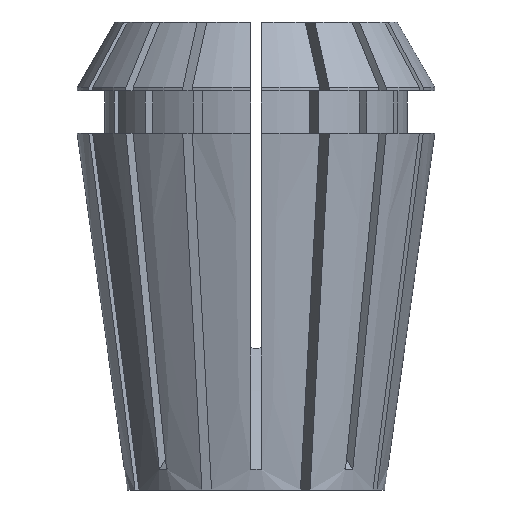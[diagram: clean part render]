
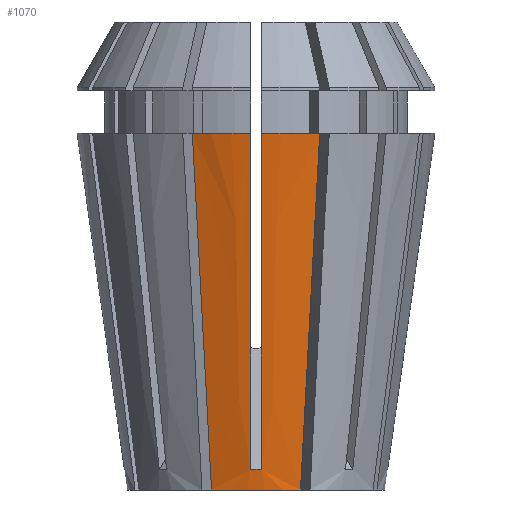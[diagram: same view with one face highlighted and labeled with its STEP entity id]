
A CAD part, left-side view. The second image highlights one B-rep face of the part: STEP entity #1070.
In plain terms, the highlighted conical face has half-angle 8 degrees and reference radius 9.36 mm.
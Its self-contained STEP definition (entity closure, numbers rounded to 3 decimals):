
#17 = CARTESIAN_POINT ( 'NONE',  ( -12.995, 0.375, 25.9 ) ) ;
#37 = B_SPLINE_CURVE_WITH_KNOTS ( 'NONE', 3,
 ( #4778, #3784, #872, #3290 ),
 .UNSPECIFIED., .F., .F.,
 ( 4, 4 ),
 ( 0., 0.001 ),
 .UNSPECIFIED. ) ;
#166 = B_SPLINE_CURVE_WITH_KNOTS ( 'NONE', 3,
 ( #3975, #1003, #5456, #5413, #1523, #4475, #4928, #3395, #2475, #2431 ),
 .UNSPECIFIED., .F., .F.,
 ( 4, 3, 3, 4 ),
 ( 0.051, 0.057, 0.074, 0.076 ),
 .UNSPECIFIED. ) ;
#237 = CARTESIAN_POINT ( 'NONE',  ( -12.149, 4.626, 25.9 ) ) ;
#357 = CARTESIAN_POINT ( 'NONE',  ( -9.213, -3.41, 3.298 ) ) ;
#523 = CARTESIAN_POINT ( 'NONE',  ( -9.565, -0.375, 1.507 ) ) ;
#553 = AXIS2_PLACEMENT_3D ( 'NONE', #1886, #4182, #2858 ) ;
#672 = VERTEX_POINT ( 'NONE', #5270 ) ;
#703 = CARTESIAN_POINT ( 'NONE',  ( -12.995, -0.375, 25.9 ) ) ;
#733 = CARTESIAN_POINT ( 'NONE',  ( -10.192, 3.816, 10.832 ) ) ;
#749 = EDGE_CURVE ( 'NONE', #3881, #672, #6103, .T. ) ;
#872 = CARTESIAN_POINT ( 'NONE',  ( -9.573, -0.125, 1.498 ) ) ;
#992 = EDGE_CURVE ( 'NONE', #1985, #672, #2756, .T. ) ;
#1003 = CARTESIAN_POINT ( 'NONE',  ( -12.734, 0.375, 24.045 ) ) ;
#1011 = DIRECTION ( 'NONE',  ( -1., 0., 0. ) ) ;
#1046 = CARTESIAN_POINT ( 'NONE',  ( -12.473, -0.375, 22.189 ) ) ;
#1070 = ADVANCED_FACE ( 'NONE', ( #4217 ), #4844, .T. ) ;
#1093 = EDGE_CURVE ( 'NONE', #4881, #5317, #1491, .T. ) ;
#1226 = DIRECTION ( 'NONE',  ( 0., 0., -1. ) ) ;
#1260 = CARTESIAN_POINT ( 'NONE',  ( 0., 0., 0. ) ) ;
#1286 = CARTESIAN_POINT ( 'NONE',  ( -9.565, -0.375, 1.507 ) ) ;
#1381 = CARTESIAN_POINT ( 'NONE',  ( -8.784, -3.233, 0. ) ) ;
#1482 = CARTESIAN_POINT ( 'NONE',  ( 0., 0., 0. ) ) ;
#1491 = CIRCLE ( 'NONE', #553, 13. ) ;
#1523 = CARTESIAN_POINT ( 'NONE',  ( -11.412, 0.375, 14.643 ) ) ;
#1546 = CARTESIAN_POINT ( 'NONE',  ( -10.612, -0.375, 8.953 ) ) ;
#1740 = DIRECTION ( 'NONE',  ( 1., 0., 0. ) ) ;
#1755 = CARTESIAN_POINT ( 'NONE',  ( -8.784, 3.233, 0. ) ) ;
#1814 = EDGE_LOOP ( 'NONE', ( #5364, #5337, #5410, #2010, #1977, #4641, #5597, #1853 ) ) ;
#1853 = ORIENTED_EDGE ( 'NONE', *, *, #6324, .F. ) ;
#1872 = CARTESIAN_POINT ( 'NONE',  ( -8.784, -3.233, 0. ) ) ;
#1886 = CARTESIAN_POINT ( 'NONE',  ( 0., 0., 25.9 ) ) ;
#1959 = EDGE_CURVE ( 'NONE', #4881, #3881, #4283, .T. ) ;
#1977 = ORIENTED_EDGE ( 'NONE', *, *, #1093, .T. ) ;
#1985 = VERTEX_POINT ( 'NONE', #2886 ) ;
#2010 = ORIENTED_EDGE ( 'NONE', *, *, #1959, .F. ) ;
#2122 = EDGE_CURVE ( 'NONE', #3101, #1985, #4367, .T. ) ;
#2404 = CARTESIAN_POINT ( 'NONE',  ( -9.565, 0.375, 1.507 ) ) ;
#2431 = CARTESIAN_POINT ( 'NONE',  ( -9.565, 0.375, 1.507 ) ) ;
#2443 = B_SPLINE_CURVE_WITH_KNOTS ( 'NONE', 3,
 ( #4891, #4477, #1046, #5955, #4454, #1546, #3421, #4932, #5392, #523 ),
 .UNSPECIFIED., .F., .F.,
 ( 4, 3, 3, 4 ),
 ( 0.051, 0.057, 0.074, 0.076 ),
 .UNSPECIFIED. ) ;
#2475 = CARTESIAN_POINT ( 'NONE',  ( -9.647, 0.375, 2.092 ) ) ;
#2756 = B_SPLINE_CURVE_WITH_KNOTS ( 'NONE', 3,
 ( #237, #6056, #733, #4647, #5670, #5314, #1755 ),
 .UNSPECIFIED., .F., .F.,
 ( 4, 3, 4 ),
 ( 0., 0.023, 0.026 ),
 .UNSPECIFIED. ) ;
#2778 = CARTESIAN_POINT ( 'NONE',  ( -10.192, -3.816, 10.832 ) ) ;
#2835 = EDGE_CURVE ( 'NONE', #5317, #4229, #2443, .T. ) ;
#2858 = DIRECTION ( 'NONE',  ( -1., 0., 0. ) ) ;
#2886 = CARTESIAN_POINT ( 'NONE',  ( -12.149, 4.626, 25.9 ) ) ;
#3096 = CARTESIAN_POINT ( 'NONE',  ( -12.149, -4.626, 25.9 ) ) ;
#3101 = VERTEX_POINT ( 'NONE', #17 ) ;
#3290 = CARTESIAN_POINT ( 'NONE',  ( -9.565, -0.375, 1.507 ) ) ;
#3395 = CARTESIAN_POINT ( 'NONE',  ( -9.729, 0.375, 2.678 ) ) ;
#3421 = CARTESIAN_POINT ( 'NONE',  ( -9.812, -0.375, 3.263 ) ) ;
#3648 = AXIS2_PLACEMENT_3D ( 'NONE', #1260, #6153, #1740 ) ;
#3784 = CARTESIAN_POINT ( 'NONE',  ( -9.573, 0.125, 1.498 ) ) ;
#3881 = VERTEX_POINT ( 'NONE', #1381 ) ;
#3975 = CARTESIAN_POINT ( 'NONE',  ( -12.995, 0.375, 25.9 ) ) ;
#4134 = CARTESIAN_POINT ( 'NONE',  ( 0., 0., 25.9 ) ) ;
#4182 = DIRECTION ( 'NONE',  ( 0., 0., -1. ) ) ;
#4217 = FACE_OUTER_BOUND ( 'NONE', #1814, .T. ) ;
#4227 = AXIS2_PLACEMENT_3D ( 'NONE', #4134, #1226, #6118 ) ;
#4229 = VERTEX_POINT ( 'NONE', #1286 ) ;
#4283 = B_SPLINE_CURVE_WITH_KNOTS ( 'NONE', 3,
 ( #5220, #5731, #2778, #357, #5295, #6319, #1872 ),
 .UNSPECIFIED., .F., .F.,
 ( 4, 3, 4 ),
 ( 0., 0.023, 0.026 ),
 .UNSPECIFIED. ) ;
#4367 = CIRCLE ( 'NONE', #4227, 13. ) ;
#4454 = CARTESIAN_POINT ( 'NONE',  ( -11.412, -0.375, 14.643 ) ) ;
#4475 = CARTESIAN_POINT ( 'NONE',  ( -10.612, 0.375, 8.953 ) ) ;
#4477 = CARTESIAN_POINT ( 'NONE',  ( -12.734, -0.375, 24.045 ) ) ;
#4641 = ORIENTED_EDGE ( 'NONE', *, *, #2835, .T. ) ;
#4647 = CARTESIAN_POINT ( 'NONE',  ( -9.213, 3.41, 3.298 ) ) ;
#4771 = VERTEX_POINT ( 'NONE', #2404 ) ;
#4778 = CARTESIAN_POINT ( 'NONE',  ( -9.565, 0.375, 1.507 ) ) ;
#4844 = CONICAL_SURFACE ( 'NONE', #3648, 9.36, 0.14 ) ;
#4881 = VERTEX_POINT ( 'NONE', #3096 ) ;
#4891 = CARTESIAN_POINT ( 'NONE',  ( -12.995, -0.375, 25.9 ) ) ;
#4928 = CARTESIAN_POINT ( 'NONE',  ( -9.812, 0.375, 3.263 ) ) ;
#4932 = CARTESIAN_POINT ( 'NONE',  ( -9.729, -0.375, 2.678 ) ) ;
#5124 = AXIS2_PLACEMENT_3D ( 'NONE', #1482, #5862, #1011 ) ;
#5220 = CARTESIAN_POINT ( 'NONE',  ( -12.149, -4.626, 25.9 ) ) ;
#5270 = CARTESIAN_POINT ( 'NONE',  ( -8.784, 3.233, 0. ) ) ;
#5295 = CARTESIAN_POINT ( 'NONE',  ( -9.07, -3.351, 2.199 ) ) ;
#5314 = CARTESIAN_POINT ( 'NONE',  ( -8.927, 3.292, 1.099 ) ) ;
#5317 = VERTEX_POINT ( 'NONE', #703 ) ;
#5337 = ORIENTED_EDGE ( 'NONE', *, *, #992, .T. ) ;
#5364 = ORIENTED_EDGE ( 'NONE', *, *, #2122, .T. ) ;
#5392 = CARTESIAN_POINT ( 'NONE',  ( -9.647, -0.375, 2.092 ) ) ;
#5410 = ORIENTED_EDGE ( 'NONE', *, *, #749, .F. ) ;
#5413 = CARTESIAN_POINT ( 'NONE',  ( -12.212, 0.375, 20.334 ) ) ;
#5456 = CARTESIAN_POINT ( 'NONE',  ( -12.473, 0.375, 22.189 ) ) ;
#5597 = ORIENTED_EDGE ( 'NONE', *, *, #5668, .F. ) ;
#5668 = EDGE_CURVE ( 'NONE', #4771, #4229, #37, .T. ) ;
#5670 = CARTESIAN_POINT ( 'NONE',  ( -9.07, 3.351, 2.199 ) ) ;
#5731 = CARTESIAN_POINT ( 'NONE',  ( -11.171, -4.221, 18.366 ) ) ;
#5862 = DIRECTION ( 'NONE',  ( 0., 0., -1. ) ) ;
#5955 = CARTESIAN_POINT ( 'NONE',  ( -12.212, -0.375, 20.334 ) ) ;
#6056 = CARTESIAN_POINT ( 'NONE',  ( -11.171, 4.221, 18.366 ) ) ;
#6103 = CIRCLE ( 'NONE', #5124, 9.36 ) ;
#6118 = DIRECTION ( 'NONE',  ( -1., 0., 0. ) ) ;
#6153 = DIRECTION ( 'NONE',  ( 0., 0., 1. ) ) ;
#6319 = CARTESIAN_POINT ( 'NONE',  ( -8.927, -3.292, 1.099 ) ) ;
#6324 = EDGE_CURVE ( 'NONE', #3101, #4771, #166, .T. ) ;
